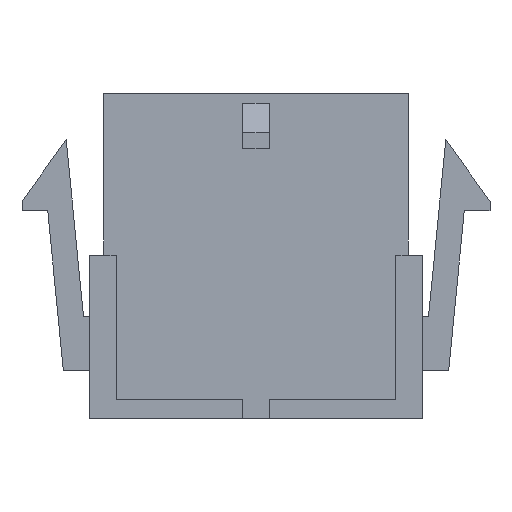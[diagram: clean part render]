
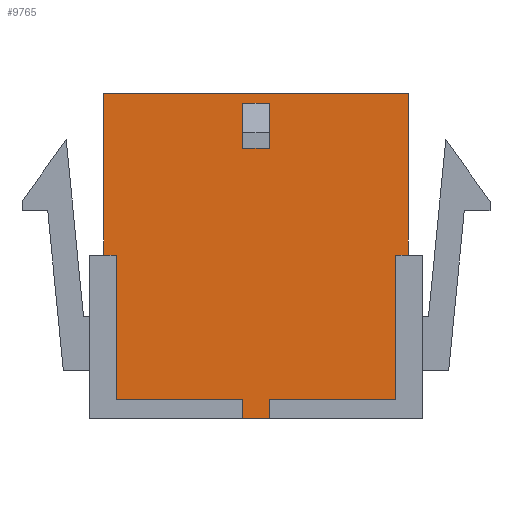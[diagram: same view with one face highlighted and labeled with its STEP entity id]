
A CAD part, front view. The second image highlights one B-rep face of the part: STEP entity #9765.
In plain terms, the highlighted planar face has unit normal (0, -1, 0).
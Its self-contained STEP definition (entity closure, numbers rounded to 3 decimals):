
#868=ORIENTED_EDGE('',*,*,#3651,.T.);
#869=ORIENTED_EDGE('',*,*,#3652,.T.);
#870=ORIENTED_EDGE('',*,*,#3653,.F.);
#871=ORIENTED_EDGE('',*,*,#3654,.F.);
#872=ORIENTED_EDGE('',*,*,#3647,.T.);
#873=ORIENTED_EDGE('',*,*,#3055,.T.);
#874=ORIENTED_EDGE('',*,*,#3640,.F.);
#875=ORIENTED_EDGE('',*,*,#3655,.F.);
#876=ORIENTED_EDGE('',*,*,#3656,.T.);
#877=ORIENTED_EDGE('',*,*,#3657,.T.);
#878=ORIENTED_EDGE('',*,*,#3658,.T.);
#879=ORIENTED_EDGE('',*,*,#3659,.F.);
#880=ORIENTED_EDGE('',*,*,#3660,.F.);
#881=ORIENTED_EDGE('',*,*,#3661,.F.);
#882=ORIENTED_EDGE('',*,*,#3662,.T.);
#883=ORIENTED_EDGE('',*,*,#3663,.T.);
#3055=EDGE_CURVE('',#4478,#4476,#5405,.T.);
#3640=EDGE_CURVE('',#4997,#4476,#5972,.T.);
#3647=EDGE_CURVE('',#5004,#4478,#5979,.T.);
#3651=EDGE_CURVE('',#5007,#5008,#5983,.T.);
#3652=EDGE_CURVE('',#5008,#5009,#5984,.T.);
#3653=EDGE_CURVE('',#5010,#5009,#5985,.T.);
#3654=EDGE_CURVE('',#5004,#5010,#5986,.T.);
#3655=EDGE_CURVE('',#5011,#4997,#5987,.T.);
#3656=EDGE_CURVE('',#5011,#5012,#5988,.T.);
#3657=EDGE_CURVE('',#5012,#5013,#5989,.T.);
#3658=EDGE_CURVE('',#5013,#5014,#5990,.T.);
#3659=EDGE_CURVE('',#5007,#5014,#5991,.T.);
#3660=EDGE_CURVE('',#5015,#5016,#5992,.T.);
#3661=EDGE_CURVE('',#5017,#5015,#5993,.T.);
#3662=EDGE_CURVE('',#5017,#5018,#5994,.T.);
#3663=EDGE_CURVE('',#5018,#5016,#5995,.T.);
#4476=VERTEX_POINT('',#13522);
#4478=VERTEX_POINT('',#13525);
#4997=VERTEX_POINT('',#14702);
#5004=VERTEX_POINT('',#14718);
#5007=VERTEX_POINT('',#14726);
#5008=VERTEX_POINT('',#14727);
#5009=VERTEX_POINT('',#14729);
#5010=VERTEX_POINT('',#14731);
#5011=VERTEX_POINT('',#14734);
#5012=VERTEX_POINT('',#14736);
#5013=VERTEX_POINT('',#14738);
#5014=VERTEX_POINT('',#14740);
#5015=VERTEX_POINT('',#14743);
#5016=VERTEX_POINT('',#14744);
#5017=VERTEX_POINT('',#14746);
#5018=VERTEX_POINT('',#14748);
#5405=LINE('',#13524,#6794);
#5972=LINE('',#14703,#7361);
#5979=LINE('',#14717,#7368);
#5983=LINE('',#14725,#7372);
#5984=LINE('',#14728,#7373);
#5985=LINE('',#14730,#7374);
#5986=LINE('',#14732,#7375);
#5987=LINE('',#14733,#7376);
#5988=LINE('',#14735,#7377);
#5989=LINE('',#14737,#7378);
#5990=LINE('',#14739,#7379);
#5991=LINE('',#14741,#7380);
#5992=LINE('',#14742,#7381);
#5993=LINE('',#14745,#7382);
#5994=LINE('',#14747,#7383);
#5995=LINE('',#14749,#7384);
#6794=VECTOR('',#10914,1000.);
#7361=VECTOR('',#11665,1000.);
#7368=VECTOR('',#11674,1000.);
#7372=VECTOR('',#11680,1000.);
#7373=VECTOR('',#11681,1000.);
#7374=VECTOR('',#11682,1000.);
#7375=VECTOR('',#11683,1000.);
#7376=VECTOR('',#11684,1000.);
#7377=VECTOR('',#11685,1000.);
#7378=VECTOR('',#11686,1000.);
#7379=VECTOR('',#11687,1000.);
#7380=VECTOR('',#11688,1000.);
#7381=VECTOR('',#11689,1000.);
#7382=VECTOR('',#11690,1000.);
#7383=VECTOR('',#11691,1000.);
#7384=VECTOR('',#11692,1000.);
#8178=EDGE_LOOP('',(#868,#869,#870,#871,#872,#873,#874,#875,#876,#877,#878,
#879));
#8179=EDGE_LOOP('',(#880,#881,#882,#883));
#8732=FACE_BOUND('',#8178,.T.);
#8733=FACE_BOUND('',#8179,.T.);
#9264=PLANE('',#10321);
#9765=ADVANCED_FACE('',(#8732,#8733),#9264,.T.);
#10321=AXIS2_PLACEMENT_3D('',#14724,#11678,#11679);
#10914=DIRECTION('',(-1.,0.,0.));
#11665=DIRECTION('',(0.,0.,1.));
#11674=DIRECTION('',(0.,0.,1.));
#11678=DIRECTION('',(0.,-1.,0.));
#11679=DIRECTION('',(0.,0.,-1.));
#11680=DIRECTION('',(0.,0.,1.));
#11681=DIRECTION('',(1.,0.,0.));
#11682=DIRECTION('',(0.,0.,-1.));
#11683=DIRECTION('',(-1.,0.,0.));
#11684=DIRECTION('',(-1.,0.,0.));
#11685=DIRECTION('',(0.,0.,-1.));
#11686=DIRECTION('',(1.,0.,0.));
#11687=DIRECTION('',(0.,0.,-1.));
#11688=DIRECTION('',(-1.,0.,0.));
#11689=DIRECTION('',(-1.,0.,0.));
#11690=DIRECTION('',(0.,0.,1.));
#11691=DIRECTION('',(-1.,0.,0.));
#11692=DIRECTION('',(0.,0.,1.));
#13522=CARTESIAN_POINT('',(-7.925,-3.425,8.45));
#13524=CARTESIAN_POINT('',(7.925,-3.425,8.45));
#13525=CARTESIAN_POINT('',(7.925,-3.425,8.45));
#14702=CARTESIAN_POINT('',(-7.925,-3.425,0.05));
#14703=CARTESIAN_POINT('',(-7.925,-3.425,-8.45));
#14717=CARTESIAN_POINT('',(7.925,-3.425,-8.45));
#14718=CARTESIAN_POINT('',(7.925,-3.425,0.05));
#14724=CARTESIAN_POINT('',(7.925,-3.425,-8.45));
#14725=CARTESIAN_POINT('',(0.7,-3.425,-8.45));
#14726=CARTESIAN_POINT('',(0.7,-3.425,-8.45));
#14727=CARTESIAN_POINT('',(0.7,-3.425,-7.45));
#14728=CARTESIAN_POINT('',(0.7,-3.425,-7.45));
#14729=CARTESIAN_POINT('',(7.275,-3.425,-7.45));
#14730=CARTESIAN_POINT('',(7.275,-3.425,0.05));
#14731=CARTESIAN_POINT('',(7.275,-3.425,0.05));
#14732=CARTESIAN_POINT('',(7.925,-3.425,0.05));
#14733=CARTESIAN_POINT('',(-7.275,-3.425,0.05));
#14734=CARTESIAN_POINT('',(-7.275,-3.425,0.05));
#14735=CARTESIAN_POINT('',(-7.275,-3.425,0.05));
#14736=CARTESIAN_POINT('',(-7.275,-3.425,-7.45));
#14737=CARTESIAN_POINT('',(-7.275,-3.425,-7.45));
#14738=CARTESIAN_POINT('',(-0.7,-3.425,-7.45));
#14739=CARTESIAN_POINT('',(-0.7,-3.425,-7.45));
#14740=CARTESIAN_POINT('',(-0.7,-3.425,-8.45));
#14741=CARTESIAN_POINT('',(7.925,-3.425,-8.45));
#14742=CARTESIAN_POINT('',(0.7,-3.425,7.95));
#14743=CARTESIAN_POINT('',(0.7,-3.425,7.95));
#14744=CARTESIAN_POINT('',(-0.7,-3.425,7.95));
#14745=CARTESIAN_POINT('',(0.7,-3.425,5.75));
#14746=CARTESIAN_POINT('',(0.7,-3.425,5.75));
#14747=CARTESIAN_POINT('',(0.7,-3.425,5.75));
#14748=CARTESIAN_POINT('',(-0.7,-3.425,5.75));
#14749=CARTESIAN_POINT('',(-0.7,-3.425,5.75));
